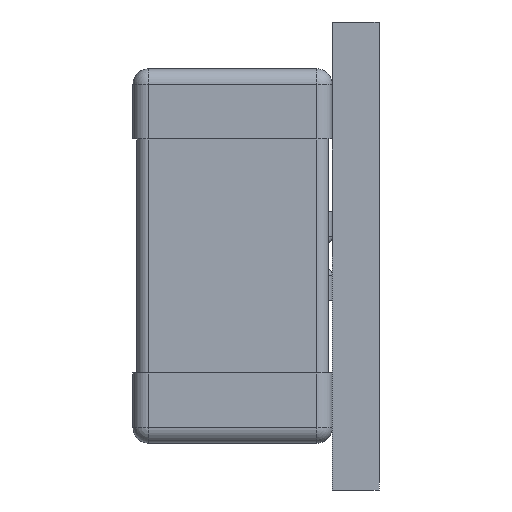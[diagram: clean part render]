
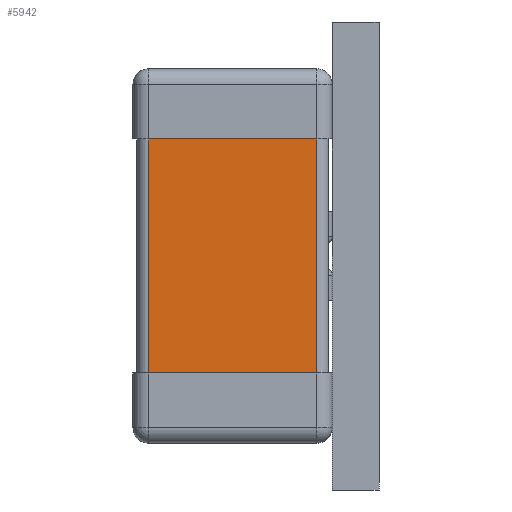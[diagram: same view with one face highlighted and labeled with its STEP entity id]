
A CAD part, left-side view. The second image highlights one B-rep face of the part: STEP entity #5942.
In plain terms, the highlighted planar face has unit normal (-1, 0, 0).
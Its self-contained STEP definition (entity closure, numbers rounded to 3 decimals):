
#30 = VERTEX_POINT ( 'NONE', #6601 ) ;
#332 = ORIENTED_EDGE ( 'NONE', *, *, #4423, .T. ) ;
#519 = CARTESIAN_POINT ( 'NONE',  ( -1.23, 1.478, 0.75 ) ) ;
#681 = VERTEX_POINT ( 'NONE', #8377 ) ;
#2090 = CARTESIAN_POINT ( 'NONE',  ( -1.23, 1.478, 0.75 ) ) ;
#3195 = VECTOR ( 'NONE', #7727, 1000. ) ;
#4188 = LINE ( 'NONE', #7656, #3195 ) ;
#4360 = DIRECTION ( 'NONE',  ( 0., 0., -1. ) ) ;
#4423 = EDGE_CURVE ( 'NONE', #30, #8587, #8676, .T. ) ;
#5687 = VECTOR ( 'NONE', #9385, 1000. ) ;
#5733 = LINE ( 'NONE', #8324, #8964 ) ;
#5854 = DIRECTION ( 'NONE',  ( 0., 0., -1. ) ) ;
#5942 = ADVANCED_FACE ( 'NONE', ( #9461 ), #9115, .F. ) ;
#6028 = DIRECTION ( 'NONE',  ( 1., 0., 0. ) ) ;
#6146 = DIRECTION ( 'NONE',  ( 0., -1., 0. ) ) ;
#6272 = ORIENTED_EDGE ( 'NONE', *, *, #9079, .T. ) ;
#6294 = CARTESIAN_POINT ( 'NONE',  ( -1.23, 0.4, -0.75 ) ) ;
#6327 = EDGE_LOOP ( 'NONE', ( #332, #7325, #6773, #6272 ) ) ;
#6601 = CARTESIAN_POINT ( 'NONE',  ( -1.23, 1.478, -0.75 ) ) ;
#6773 = ORIENTED_EDGE ( 'NONE', *, *, #7863, .F. ) ;
#7325 = ORIENTED_EDGE ( 'NONE', *, *, #7565, .F. ) ;
#7565 = EDGE_CURVE ( 'NONE', #681, #8587, #5733, .T. ) ;
#7656 = CARTESIAN_POINT ( 'NONE',  ( -1.23, 1.478, 0.75 ) ) ;
#7727 = DIRECTION ( 'NONE',  ( 0., 0., -1. ) ) ;
#7863 = EDGE_CURVE ( 'NONE', #8233, #681, #7958, .T. ) ;
#7958 = LINE ( 'NONE', #8572, #8206 ) ;
#8126 = AXIS2_PLACEMENT_3D ( 'NONE', #2090, #6028, #4360 ) ;
#8206 = VECTOR ( 'NONE', #6146, 1000. ) ;
#8233 = VERTEX_POINT ( 'NONE', #519 ) ;
#8324 = CARTESIAN_POINT ( 'NONE',  ( -1.23, 0.4, 0.75 ) ) ;
#8377 = CARTESIAN_POINT ( 'NONE',  ( -1.23, 0.4, 0.75 ) ) ;
#8572 = CARTESIAN_POINT ( 'NONE',  ( -1.23, 1.478, 0.75 ) ) ;
#8587 = VERTEX_POINT ( 'NONE', #6294 ) ;
#8676 = LINE ( 'NONE', #9509, #5687 ) ;
#8964 = VECTOR ( 'NONE', #5854, 1000. ) ;
#9079 = EDGE_CURVE ( 'NONE', #8233, #30, #4188, .T. ) ;
#9115 = PLANE ( 'NONE',  #8126 ) ;
#9385 = DIRECTION ( 'NONE',  ( 0., -1., 0. ) ) ;
#9461 = FACE_OUTER_BOUND ( 'NONE', #6327, .T. ) ;
#9509 = CARTESIAN_POINT ( 'NONE',  ( -1.23, 1.478, -0.75 ) ) ;
